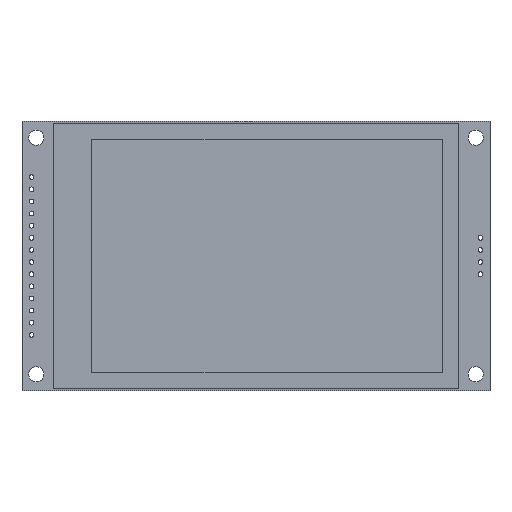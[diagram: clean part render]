
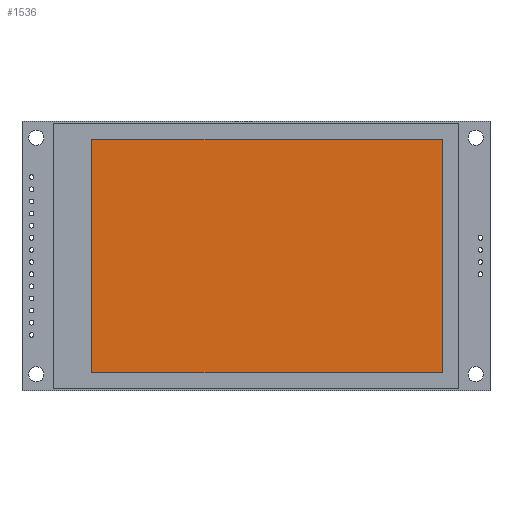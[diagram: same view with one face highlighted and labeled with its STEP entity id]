
A CAD part, top view. The second image highlights one B-rep face of the part: STEP entity #1536.
In plain terms, the highlighted planar face has unit normal (0, 0, 1).
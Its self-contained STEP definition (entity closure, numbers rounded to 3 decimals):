
#1445 = VERTEX_POINT('',#1446);
#1446 = CARTESIAN_POINT('',(39.05,-24.48,5.9));
#1452 = EDGE_CURVE('',#1445,#1453,#1455,.T.);
#1453 = VERTEX_POINT('',#1454);
#1454 = CARTESIAN_POINT('',(-34.39,-24.48,5.9));
#1455 = LINE('',#1456,#1457);
#1456 = CARTESIAN_POINT('',(39.05,-24.48,5.9));
#1457 = VECTOR('',#1458,1.);
#1458 = DIRECTION('',(-1.,0.,0.));
#1476 = VERTEX_POINT('',#1477);
#1477 = CARTESIAN_POINT('',(39.05,24.48,5.9));
#1483 = EDGE_CURVE('',#1476,#1445,#1484,.T.);
#1484 = LINE('',#1485,#1486);
#1485 = CARTESIAN_POINT('',(39.05,24.48,5.9));
#1486 = VECTOR('',#1487,1.);
#1487 = DIRECTION('',(0.,-1.,0.));
#1500 = VERTEX_POINT('',#1501);
#1501 = CARTESIAN_POINT('',(-34.39,24.48,5.9));
#1507 = EDGE_CURVE('',#1500,#1476,#1508,.T.);
#1508 = LINE('',#1509,#1510);
#1509 = CARTESIAN_POINT('',(-34.39,24.48,5.9));
#1510 = VECTOR('',#1511,1.);
#1511 = DIRECTION('',(1.,0.,0.));
#1524 = EDGE_CURVE('',#1453,#1500,#1525,.T.);
#1525 = LINE('',#1526,#1527);
#1526 = CARTESIAN_POINT('',(-34.39,-24.48,5.9));
#1527 = VECTOR('',#1528,1.);
#1528 = DIRECTION('',(0.,1.,0.));
#1536 = ADVANCED_FACE('',(#1537),#1543,.T.);
#1537 = FACE_BOUND('',#1538,.F.);
#1538 = EDGE_LOOP('',(#1539,#1540,#1541,#1542));
#1539 = ORIENTED_EDGE('',*,*,#1524,.T.);
#1540 = ORIENTED_EDGE('',*,*,#1507,.T.);
#1541 = ORIENTED_EDGE('',*,*,#1483,.T.);
#1542 = ORIENTED_EDGE('',*,*,#1452,.T.);
#1543 = PLANE('',#1544);
#1544 = AXIS2_PLACEMENT_3D('',#1545,#1546,#1547);
#1545 = CARTESIAN_POINT('',(2.33,0.,5.9));
#1546 = DIRECTION('',(0.,0.,1.));
#1547 = DIRECTION('',(0.,1.,0.));
